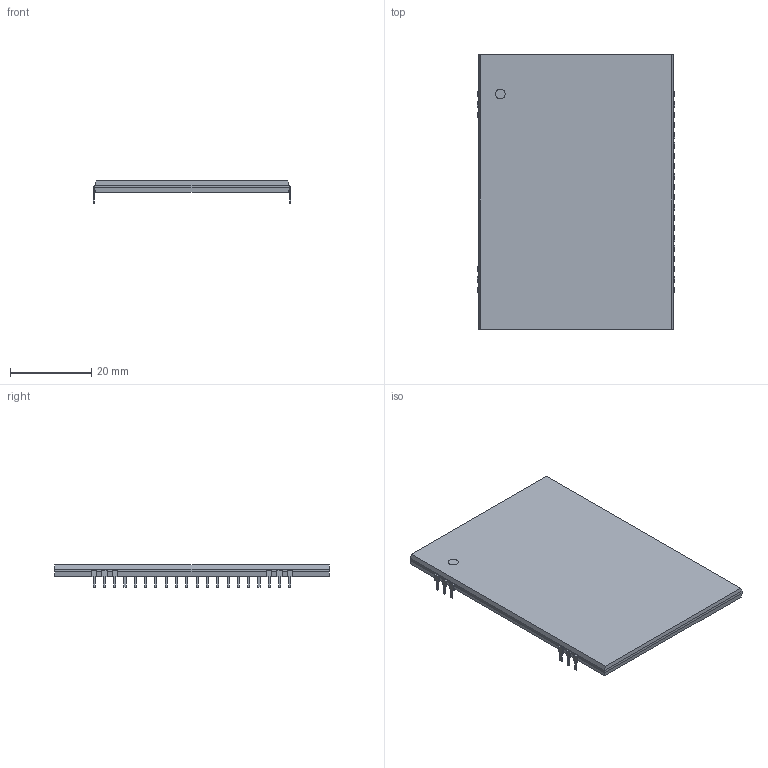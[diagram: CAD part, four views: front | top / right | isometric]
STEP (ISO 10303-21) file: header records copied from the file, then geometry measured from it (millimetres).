
FILE_DESCRIPTION(('STEP AP214'),'1');
FILE_NAME('EA DOGL128-6_DPV','2024-05-29T07:20:34',(''),(''),'','','');
FILE_SCHEMA(('AUTOMOTIVE_DESIGN'));
Length unit declared in the file: millimetre
Products named in the file (1): product
Bounding box: 48.77 x 67.79 x 5.46 mm (x, y, z)
Volume: 9054.7 mm3; surface area: 7335.8 mm2
Topology: 28 solids, 28 shells, 329 faces, 811 edges, 538 vertices
Faces by surface type: plane 328, cylinder 1
Full cylindrical faces by diameter (mm): 2.398 x1
Entity records: 6580 total; most frequent: ORIENTED_EDGE 1620, EDGE_CURVE 810, LINE 808, CARTESIAN_POINT 542, VERTEX_POINT 538, AXIS2_PLACEMENT_3D 333, EDGE_LOOP 330, ADVANCED_FACE 329
